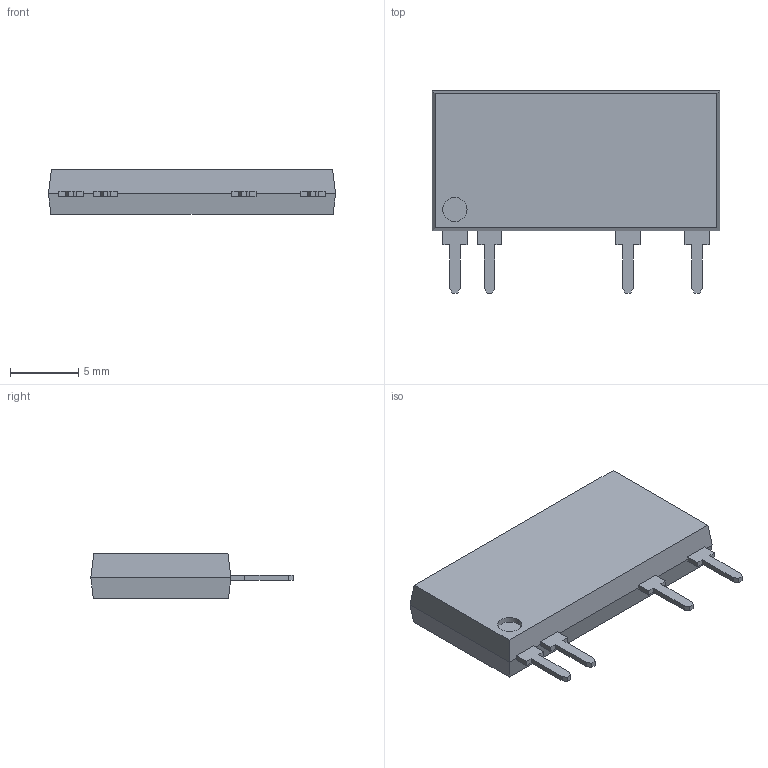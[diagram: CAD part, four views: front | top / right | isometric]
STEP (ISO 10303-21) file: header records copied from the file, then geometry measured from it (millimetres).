
FILE_DESCRIPTION (( 'STEP AP214' ), '1' );
FILE_NAME ('CPC1511Y.STEP', '2018-05-07T13:36:09', ( '' ), ( '' ), 'SwSTEP 2.0', 'SolidWorks 2017', '' );
FILE_SCHEMA (( 'AUTOMOTIVE_DESIGN' ));
Length unit declared in the file: millimetre
Products named in the file (1): CPC1511Y
Bounding box: 21.08 x 14.86 x 3.3 mm (x, y, z)
Volume: 701 mm3; surface area: 671.7 mm2
Topology: 5 solids, 5 shells, 65 faces, 158 edges, 104 vertices
Faces by surface type: plane 63, cylinder 2
Entity records: 2363 total; most frequent: CARTESIAN_POINT 328, ORIENTED_EDGE 316, DIRECTION 294, EDGE_CURVE 158, LINE 154, VECTOR 154, VERTEX_POINT 104, AXIS2_PLACEMENT_3D 70
